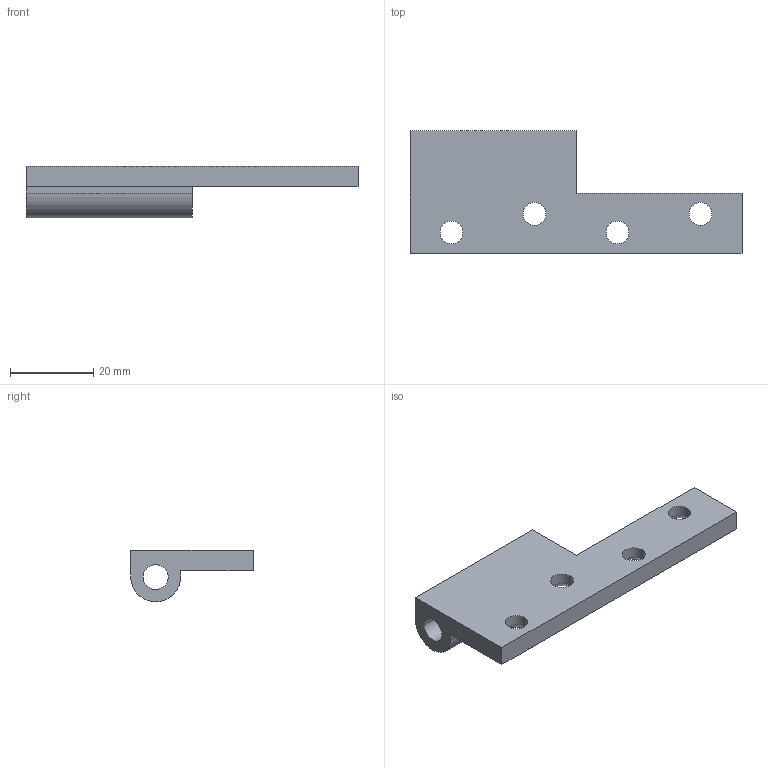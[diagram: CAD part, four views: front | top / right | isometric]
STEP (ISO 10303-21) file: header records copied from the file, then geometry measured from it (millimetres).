
FILE_DESCRIPTION((''),'2;1');
FILE_NAME('0-08','2022-01-09T15:22:08',('Y'),('FoxCAVITY'),'CREO PARAMETRIC BY PTC INC, 2020454','CREO PARAMETRIC BY PTC INC, 2020454','');
FILE_SCHEMA(('CONFIG_CONTROL_DESIGN'));
Length unit declared in the file: millimetre
Products named in the file (1): 0-08
Bounding box: 80 x 29.5 x 12.5 mm (x, y, z)
Volume: 9953.1 mm3; surface area: 5946.3 mm2
Topology: 1 solids, 1 shells, 28 faces, 76 edges, 47 vertices
Faces by surface type: cylinder 11, plane 9, cone 8
Entity records: 943 total; most frequent: DIRECTION 165, ORIENTED_EDGE 152, CARTESIAN_POINT 151, EDGE_CURVE 76, AXIS2_PLACEMENT_3D 61, VERTEX_POINT 47, VECTOR 43, LINE 43
